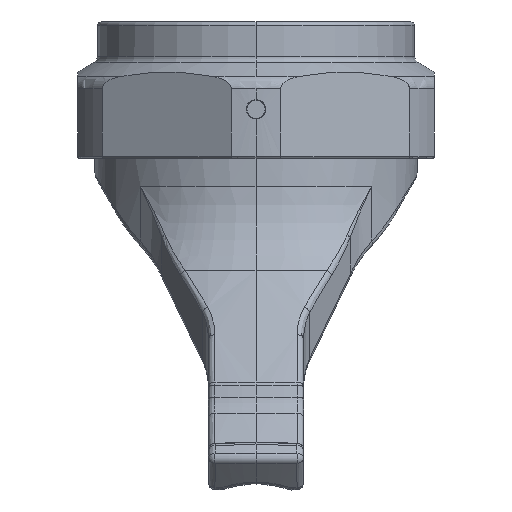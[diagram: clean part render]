
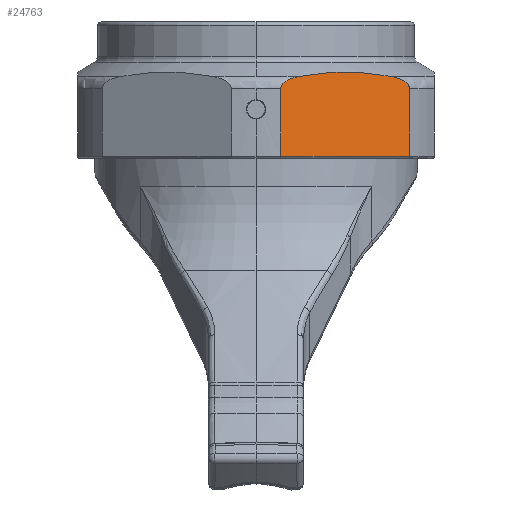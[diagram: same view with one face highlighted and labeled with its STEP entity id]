
A CAD part, front view. The second image highlights one B-rep face of the part: STEP entity #24763.
In plain terms, the highlighted face is planar.
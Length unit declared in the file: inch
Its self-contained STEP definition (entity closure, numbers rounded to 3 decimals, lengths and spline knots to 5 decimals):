
#169 = ORIENTED_EDGE ( 'NONE', *, *, #27086, .T. ) ;
#523 = ORIENTED_EDGE ( 'NONE', *, *, #23539, .T. ) ;
#529 = CARTESIAN_POINT ( 'NONE',  ( -0.64563, 0.39414, -0.49327 ) ) ;
#848 = CARTESIAN_POINT ( 'NONE',  ( -0.17388, 0.44461, -0.76563 ) ) ;
#942 = CARTESIAN_POINT ( 'NONE',  ( -0.10565, 0.40334, -0.80503 ) ) ;
#1761 = EDGE_CURVE ( 'NONE', #16650, #27457, #9125, .T. ) ;
#1800 = CARTESIAN_POINT ( 'NONE',  ( -0.6178, 0.42998, -0.50934 ) ) ;
#2001 = VERTEX_POINT ( 'NONE', #11597 ) ;
#2421 = VECTOR ( 'NONE', #11709, 39.37008 ) ;
#3205 = CARTESIAN_POINT ( 'NONE',  ( -0.10437, 0.39414, -0.80577 ) ) ;
#4049 = CARTESIAN_POINT ( 'NONE',  ( -0.59928, 0.43818, -0.52003 ) ) ;
#5016 = B_SPLINE_CURVE_WITH_KNOTS ( 'NONE', 3,
 ( #24207, #8409, #24312, #10771, #26574, #13015, #28841, #15297, #1800, #17575, #4049, #19819, #6329, #22101 ),
 .UNSPECIFIED., .F., .F.,
 ( 4, 2, 2, 2, 2, 2, 4 ),
 ( 0., 0.00035, 0.0007, 0.00105, 0.0014, 0.0021, 0.0028 ),
 .UNSPECIFIED. ) ;
#5155 = CARTESIAN_POINT ( 'NONE',  ( -0.18173, 0.4461, -0.76111 ) ) ;
#6329 = CARTESIAN_POINT ( 'NONE',  ( -0.57612, 0.44461, -0.5334 ) ) ;
#6398 = CARTESIAN_POINT ( 'NONE',  ( -0.375, 0.47138, -0.64952 ) ) ;
#6500 = FACE_OUTER_BOUND ( 'NONE', #22912, .T. ) ;
#7636 = CARTESIAN_POINT ( 'NONE',  ( -0.16612, 0.44281, -0.77012 ) ) ;
#8056 = ORIENTED_EDGE ( 'NONE', *, *, #12894, .T. ) ;
#8409 = CARTESIAN_POINT ( 'NONE',  ( -0.64563, 0.39882, -0.49327 ) ) ;
#8663 = CARTESIAN_POINT ( 'NONE',  ( -0.18173, 0.4461, -0.76111 ) ) ;
#9125 = LINE ( 'NONE', #20657, #2421 ) ;
#9834 = B_SPLINE_CURVE_WITH_KNOTS ( 'NONE', 3,
 ( #13086, #15374, #6398, #22170, #8663 ),
 .UNSPECIFIED., .F., .F.,
 ( 4, 1, 4 ),
 ( 0., 0.00567, 0.01134 ),
 .UNSPECIFIED. ) ;
#9899 = CARTESIAN_POINT ( 'NONE',  ( -0.1433, 0.43546, -0.78329 ) ) ;
#10029 = VERTEX_POINT ( 'NONE', #27949 ) ;
#10505 = PLANE ( 'NONE',  #17383 ) ;
#10606 = DIRECTION ( 'NONE',  ( 0.5, 0., 0.866 ) ) ;
#10771 = CARTESIAN_POINT ( 'NONE',  ( -0.64031, 0.41125, -0.49634 ) ) ;
#11597 = CARTESIAN_POINT ( 'NONE',  ( -0.56827, 0.4461, -0.53793 ) ) ;
#11709 = DIRECTION ( 'NONE',  ( 0., 1., 0. ) ) ;
#12170 = CARTESIAN_POINT ( 'NONE',  ( -0.12147, 0.42377, -0.7959 ) ) ;
#12388 = DIRECTION ( 'NONE',  ( 0., -1., 0. ) ) ;
#12881 = CARTESIAN_POINT ( 'NONE',  ( -0.64563, 0.111, -0.49327 ) ) ;
#12894 = EDGE_CURVE ( 'NONE', #27457, #2001, #5016, .T. ) ;
#13015 = CARTESIAN_POINT ( 'NONE',  ( -0.63156, 0.42074, -0.50139 ) ) ;
#13086 = CARTESIAN_POINT ( 'NONE',  ( -0.56827, 0.4461, -0.53793 ) ) ;
#13504 = VERTEX_POINT ( 'NONE', #24187 ) ;
#14180 = ORIENTED_EDGE ( 'NONE', *, *, #1761, .T. ) ;
#14440 = CARTESIAN_POINT ( 'NONE',  ( -0.10971, 0.41128, -0.80268 ) ) ;
#15297 = CARTESIAN_POINT ( 'NONE',  ( -0.62136, 0.42797, -0.50728 ) ) ;
#15374 = CARTESIAN_POINT ( 'NONE',  ( -0.50385, 0.45835, -0.57513 ) ) ;
#16650 = VERTEX_POINT ( 'NONE', #12881 ) ;
#16714 = CARTESIAN_POINT ( 'NONE',  ( -0.10437, 0.39882, -0.80577 ) ) ;
#17383 = AXIS2_PLACEMENT_3D ( 'NONE', #19458, #10606, #26410 ) ;
#17575 = CARTESIAN_POINT ( 'NONE',  ( -0.6069, 0.43538, -0.51563 ) ) ;
#18969 = ORIENTED_EDGE ( 'NONE', *, *, #19535, .T. ) ;
#19458 = CARTESIAN_POINT ( 'NONE',  ( 0., 0.675, -0.86603 ) ) ;
#19535 = EDGE_CURVE ( 'NONE', #2001, #10029, #9834, .T. ) ;
#19819 = CARTESIAN_POINT ( 'NONE',  ( -0.58391, 0.4428, -0.52891 ) ) ;
#20657 = CARTESIAN_POINT ( 'NONE',  ( -0.64563, 0., -0.49327 ) ) ;
#21855 = ORIENTED_EDGE ( 'NONE', *, *, #28745, .T. ) ;
#22101 = CARTESIAN_POINT ( 'NONE',  ( -0.56827, 0.4461, -0.53793 ) ) ;
#22170 = CARTESIAN_POINT ( 'NONE',  ( -0.24615, 0.45835, -0.72391 ) ) ;
#22912 = EDGE_LOOP ( 'NONE', ( #523, #169, #14180, #8056, #18969, #21855 ) ) ;
#23428 = CARTESIAN_POINT ( 'NONE',  ( -0.15083, 0.43822, -0.77895 ) ) ;
#23539 = EDGE_CURVE ( 'NONE', #13504, #23907, #26348, .T. ) ;
#23735 = LINE ( 'NONE', #26231, #29032 ) ;
#23907 = VERTEX_POINT ( 'NONE', #25799 ) ;
#24187 = CARTESIAN_POINT ( 'NONE',  ( -0.10437, 0.39414, -0.80577 ) ) ;
#24207 = CARTESIAN_POINT ( 'NONE',  ( -0.64563, 0.39414, -0.49327 ) ) ;
#24312 = CARTESIAN_POINT ( 'NONE',  ( -0.64435, 0.40334, -0.49401 ) ) ;
#24763 = ADVANCED_FACE ( 'NONE', ( #6500 ), #10505, .F. ) ;
#25627 = VECTOR ( 'NONE', #12388, 39.37008 ) ;
#25714 = CARTESIAN_POINT ( 'NONE',  ( -0.12866, 0.42824, -0.79174 ) ) ;
#25799 = CARTESIAN_POINT ( 'NONE',  ( -0.10437, 0.111, -0.80577 ) ) ;
#25933 = CARTESIAN_POINT ( 'NONE',  ( -0.10437, 0., -0.80577 ) ) ;
#26231 = CARTESIAN_POINT ( 'NONE',  ( 0., 0.111, -0.86603 ) ) ;
#26348 = LINE ( 'NONE', #25933, #25627 ) ;
#26410 = DIRECTION ( 'NONE',  ( 0.866, 0., -0.5 ) ) ;
#26574 = CARTESIAN_POINT ( 'NONE',  ( -0.63756, 0.41473, -0.49793 ) ) ;
#27086 = EDGE_CURVE ( 'NONE', #23907, #16650, #23735, .T. ) ;
#27457 = VERTEX_POINT ( 'NONE', #529 ) ;
#27478 = B_SPLINE_CURVE_WITH_KNOTS ( 'NONE', 3,
 ( #5155, #848, #7636, #23428, #9899, #25714, #12170, #27971, #14440, #942, #16714, #3205 ),
 .UNSPECIFIED., .F., .F.,
 ( 4, 2, 2, 2, 2, 4 ),
 ( 0., 0.0007, 0.00139, 0.00209, 0.00243, 0.00278 ),
 .UNSPECIFIED. ) ;
#27949 = CARTESIAN_POINT ( 'NONE',  ( -0.18173, 0.4461, -0.76111 ) ) ;
#27971 = CARTESIAN_POINT ( 'NONE',  ( -0.11245, 0.41474, -0.8011 ) ) ;
#28502 = DIRECTION ( 'NONE',  ( -0.866, 0., 0.5 ) ) ;
#28745 = EDGE_CURVE ( 'NONE', #10029, #13504, #27478, .T. ) ;
#28841 = CARTESIAN_POINT ( 'NONE',  ( -0.62823, 0.42336, -0.50332 ) ) ;
#29032 = VECTOR ( 'NONE', #28502, 39.37008 ) ;
